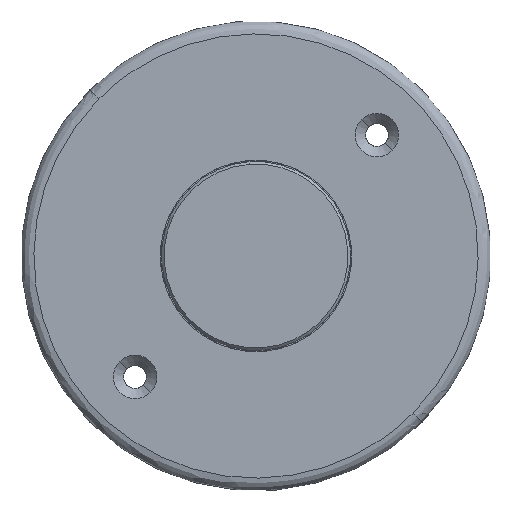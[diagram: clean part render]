
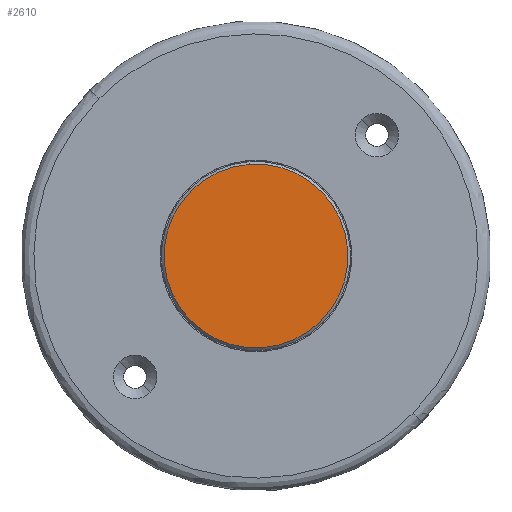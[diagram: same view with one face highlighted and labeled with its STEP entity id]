
A CAD part, left-side view. The second image highlights one B-rep face of the part: STEP entity #2610.
In plain terms, the highlighted face is planar.
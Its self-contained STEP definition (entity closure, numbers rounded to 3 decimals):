
#1861 = PLANE ( 'NONE',  #19457 ) ;
#2610 = ADVANCED_FACE ( 'N', ( #8495 ), #1861, .F. ) ;
#3296 = ORIENTED_EDGE ( 'NONE', *, *, #32755, .F. ) ;
#3858 = CARTESIAN_POINT ( 'NONE',  ( 18., 0., -5. ) ) ;
#4588 = CARTESIAN_POINT ( 'NONE',  ( -18., 0., -5. ) ) ;
#5486 = DIRECTION ( 'NONE',  ( 1., 0., 0. ) ) ;
#7607 = DIRECTION ( 'NONE',  ( 0., 0., 1. ) ) ;
#8495 = FACE_OUTER_BOUND ( 'NONE', #30896, .T. ) ;
#9846 = VERTEX_POINT ( 'NONE', #4588 ) ;
#10041 = DIRECTION ( 'NONE',  ( 1., 0., 0. ) ) ;
#10778 = CARTESIAN_POINT ( 'NONE',  ( 0., 0., -5. ) ) ;
#13203 = DIRECTION ( 'NONE',  ( 0., 0., 1. ) ) ;
#15691 = CARTESIAN_POINT ( 'NONE',  ( 0., 0., -5. ) ) ;
#17395 = DIRECTION ( 'NONE',  ( 0., -1., 0. ) ) ;
#19457 = AXIS2_PLACEMENT_3D ( 'NONE', #15691, #20281, #17395 ) ;
#20281 = DIRECTION ( 'NONE',  ( 0., 0., 1. ) ) ;
#23613 = CARTESIAN_POINT ( 'NONE',  ( 0., 0., -5. ) ) ;
#25434 = CIRCLE ( 'NONE', #26126, 18. ) ;
#25735 = CIRCLE ( 'NONE', #30635, 18. ) ;
#26126 = AXIS2_PLACEMENT_3D ( 'NONE', #10778, #13203, #5486 ) ;
#26500 = EDGE_CURVE ( 'NONE', #9846, #31483, #25735, .T. ) ;
#30635 = AXIS2_PLACEMENT_3D ( 'NONE', #23613, #7607, #10041 ) ;
#30896 = EDGE_LOOP ( 'NONE', ( #3296, #32716 ) ) ;
#31483 = VERTEX_POINT ( 'NONE', #3858 ) ;
#32716 = ORIENTED_EDGE ( 'NONE', *, *, #26500, .F. ) ;
#32755 = EDGE_CURVE ( 'NONE', #31483, #9846, #25434, .T. ) ;
